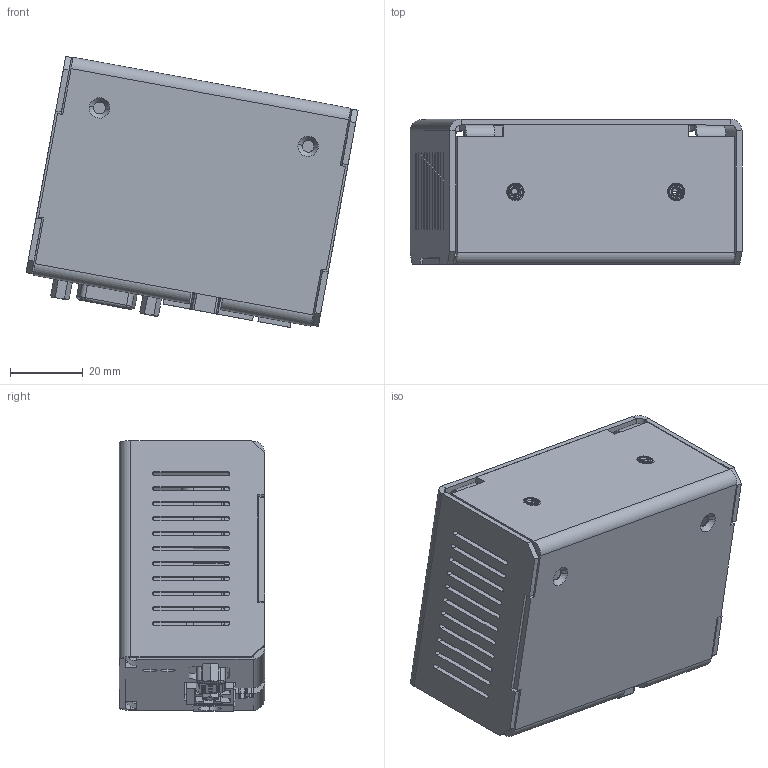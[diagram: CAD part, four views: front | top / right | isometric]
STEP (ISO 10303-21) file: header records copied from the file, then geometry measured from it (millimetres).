
FILE_DESCRIPTION (( 'STEP AP214' ), '1' );
FILE_NAME ('MMC-10-01010.STEP', '2016-05-06T23:59:31', ( '' ), ( '' ), 'SwSTEP 2.0', 'SolidWorks 2014', '' );
FILE_SCHEMA (( 'AUTOMOTIVE_DESIGN' ));
Length unit declared in the file: millimetre
Products named in the file (32): MMC-10-01010; J3_ESW-109-12-L-S; _ESW-104-12-L-S_pins; _ESW-109-12-L-S_socket; _ESW-102-12-L-S_bsocket; _ESW-107-12-L-S_bsocket; Screw, 4-40 Flat Head, 3-16'''', Undercut, Black (96640A052); _ESW-103-12-L-S_pins; _ESW-104-12-L-S_socket; MMC-10 Motherboard; _ESW-102-12-L-S_socket; 430801 MMC-10, Enclosure, cover; USB mini; _ESW-109-12-L-S_pins; J5&6_ESW-104-12-L-S; J1A_pj-002a; J4_ESW-107-12-L-S; _ESW-103-12-L-S_socket; _ESW-107-12-L-S_socket; J2_ESW-103-12-L-S; J34A_c-1-1734530-1-b-3d; _ESW-109-12-L-S_bsocket; 430800 MMC-10, Enclosure, Base; _ESW-103-12-L-S_bsocket; J67AB_432236101; Standoff, Hex, Male Female, 4-40 Screw Size, 91075A462; 130008 D-sub Standoff; J1_ESW-102-12-L-S; Nut, Captive, 4-40 Thread, Stainless (94648A320); _ESW-104-12-L-S_bsocket; _ESW-107-12-L-S_pins; _ESW-102-12-L-S_pins
Assembly tree (41 placements, depth 4):
  MMC-10-01010
    USB mini
    130008 D-sub Standoff  x2
    Standoff, Hex, Male Female, 4-40 Screw Size, 91075A462
    430800 MMC-10, Enclosure, Base
    430801 MMC-10, Enclosure, cover
    Nut, Captive, 4-40 Thread, Stainless (94648A320)  x6
    Screw, 4-40 Flat Head, 3-16'''', Undercut, Black (96640A052)  x4
    MMC-10 Motherboard
      J1_ESW-102-12-L-S
        _ESW-102-12-L-S_bsocket
        _ESW-102-12-L-S_pins
        _ESW-102-12-L-S_socket
      J2_ESW-103-12-L-S
        _ESW-103-12-L-S_bsocket
        _ESW-103-12-L-S_pins
        _ESW-103-12-L-S_socket
      J3_ESW-109-12-L-S
        _ESW-109-12-L-S_bsocket
        _ESW-109-12-L-S_pins
        _ESW-109-12-L-S_socket
      J4_ESW-107-12-L-S
        _ESW-107-12-L-S_bsocket
        _ESW-107-12-L-S_pins
        _ESW-107-12-L-S_socket
      J5&6_ESW-104-12-L-S  x2
        _ESW-104-12-L-S_bsocket
        _ESW-104-12-L-S_pins
        _ESW-104-12-L-S_socket
      J67AB_432236101
      J1A_pj-002a
      J34A_c-1-1734530-1-b-3d
Bounding box: 91.44 x 40 x 74.63 mm (x, y, z)
Volume: 41792.8 mm3; surface area: 54605.9 mm2
Topology: 37 solids, 37 shells, 4261 faces, 11923 edges, 7902 vertices
Faces by surface type: plane 3259, cylinder 824, cone 150, bspline 28
Entity records: 118450 total; most frequent: CARTESIAN_POINT 21891, ORIENTED_EDGE 15820, DIRECTION 14050, EDGE_CURVE 7910, VECTOR 6668, LINE 6668, VERTEX_POINT 5203, AXIS2_PLACEMENT_3D 3691
